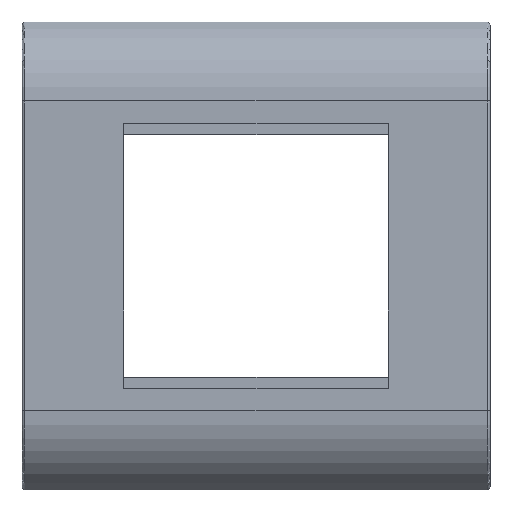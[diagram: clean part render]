
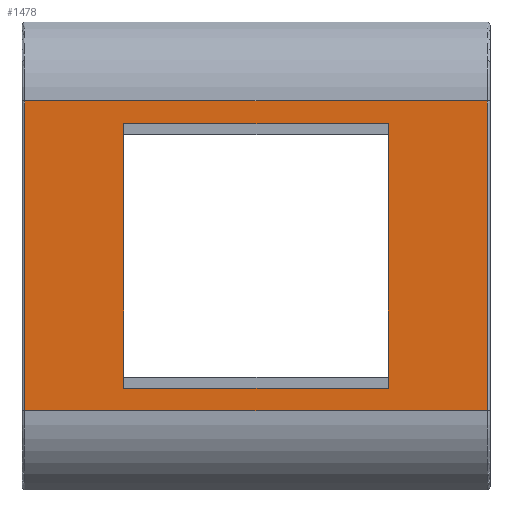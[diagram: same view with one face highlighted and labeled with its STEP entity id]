
A CAD part, top view. The second image highlights one B-rep face of the part: STEP entity #1478.
In plain terms, the highlighted planar face has unit normal (0, 0, 1).
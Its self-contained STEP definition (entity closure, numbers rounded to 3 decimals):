
#66 = VECTOR ( 'NONE', #2365, 1000. ) ;
#92 = CARTESIAN_POINT ( 'NONE',  ( -22.6, -22.6, 8.5 ) ) ;
#171 = CARTESIAN_POINT ( 'NONE',  ( -22.6, 22.6, 8.5 ) ) ;
#248 = PLANE ( 'NONE',  #940 ) ;
#253 = LINE ( 'NONE', #573, #1388 ) ;
#293 = VECTOR ( 'NONE', #1895, 1000. ) ;
#301 = ORIENTED_EDGE ( 'NONE', *, *, #2879, .T. ) ;
#308 = ORIENTED_EDGE ( 'NONE', *, *, #2918, .F. ) ;
#369 = VECTOR ( 'NONE', #628, 1000. ) ;
#396 = LINE ( 'NONE', #2167, #1608 ) ;
#573 = CARTESIAN_POINT ( 'NONE',  ( 22.6, -22.6, 8.5 ) ) ;
#628 = DIRECTION ( 'NONE',  ( -1., 0., 0. ) ) ;
#652 = ORIENTED_EDGE ( 'NONE', *, *, #860, .F. ) ;
#670 = LINE ( 'NONE', #2602, #66 ) ;
#698 = DIRECTION ( 'NONE',  ( 0., 0., 1. ) ) ;
#771 = DIRECTION ( 'NONE',  ( 0., 1., 0. ) ) ;
#792 = VERTEX_POINT ( 'NONE', #2222 ) ;
#824 = DIRECTION ( 'NONE',  ( 1., 0., 0. ) ) ;
#840 = CARTESIAN_POINT ( 'NONE',  ( 22.6, -22.6, 8.5 ) ) ;
#860 = EDGE_CURVE ( 'NONE', #2236, #1176, #1662, .T. ) ;
#879 = LINE ( 'NONE', #2690, #1500 ) ;
#882 = LINE ( 'NONE', #1665, #293 ) ;
#885 = VERTEX_POINT ( 'NONE', #2255 ) ;
#887 = LINE ( 'NONE', #171, #369 ) ;
#888 = VERTEX_POINT ( 'NONE', #1997 ) ;
#912 = VECTOR ( 'NONE', #1004, 1000. ) ;
#940 = AXIS2_PLACEMENT_3D ( 'NONE', #2072, #698, #2318 ) ;
#1004 = DIRECTION ( 'NONE',  ( 1., 0., 0. ) ) ;
#1111 = ORIENTED_EDGE ( 'NONE', *, *, #1822, .F. ) ;
#1174 = VERTEX_POINT ( 'NONE', #840 ) ;
#1176 = VERTEX_POINT ( 'NONE', #2227 ) ;
#1388 = VECTOR ( 'NONE', #2654, 1000. ) ;
#1478 = ADVANCED_FACE ( 'NONE', ( #2390, #2999 ), #248, .T. ) ;
#1500 = VECTOR ( 'NONE', #824, 1000. ) ;
#1567 = CARTESIAN_POINT ( 'NONE',  ( -40., 26.481, 8.5 ) ) ;
#1608 = VECTOR ( 'NONE', #771, 1000. ) ;
#1662 = LINE ( 'NONE', #1567, #2207 ) ;
#1665 = CARTESIAN_POINT ( 'NONE',  ( -22.6, -22.6, 8.5 ) ) ;
#1817 = EDGE_LOOP ( 'NONE', ( #2484, #1111, #308, #2721 ) ) ;
#1822 = EDGE_CURVE ( 'NONE', #2265, #792, #887, .T. ) ;
#1895 = DIRECTION ( 'NONE',  ( 0., -1., 0. ) ) ;
#1997 = CARTESIAN_POINT ( 'NONE',  ( -39.5, -26.481, 8.5 ) ) ;
#2072 = CARTESIAN_POINT ( 'NONE',  ( -40., 26.481, 8.5 ) ) ;
#2167 = CARTESIAN_POINT ( 'NONE',  ( 39.5, 26.481, 8.5 ) ) ;
#2207 = VECTOR ( 'NONE', #2471, 1000. ) ;
#2222 = CARTESIAN_POINT ( 'NONE',  ( -22.6, 22.6, 8.5 ) ) ;
#2227 = CARTESIAN_POINT ( 'NONE',  ( 39.5, 26.481, 8.5 ) ) ;
#2236 = VERTEX_POINT ( 'NONE', #2808 ) ;
#2255 = CARTESIAN_POINT ( 'NONE',  ( 39.5, -26.481, 8.5 ) ) ;
#2265 = VERTEX_POINT ( 'NONE', #2358 ) ;
#2279 = EDGE_CURVE ( 'NONE', #792, #2778, #882, .T. ) ;
#2313 = ORIENTED_EDGE ( 'NONE', *, *, #2730, .T. ) ;
#2318 = DIRECTION ( 'NONE',  ( 0., -1., 0. ) ) ;
#2358 = CARTESIAN_POINT ( 'NONE',  ( 22.6, 22.6, 8.5 ) ) ;
#2365 = DIRECTION ( 'NONE',  ( 0., -1., 0. ) ) ;
#2390 = FACE_BOUND ( 'NONE', #1817, .T. ) ;
#2471 = DIRECTION ( 'NONE',  ( 1., 0., 0. ) ) ;
#2476 = ORIENTED_EDGE ( 'NONE', *, *, #2806, .T. ) ;
#2484 = ORIENTED_EDGE ( 'NONE', *, *, #2279, .F. ) ;
#2602 = CARTESIAN_POINT ( 'NONE',  ( -39.5, 26.481, 8.5 ) ) ;
#2654 = DIRECTION ( 'NONE',  ( 0., 1., 0. ) ) ;
#2673 = EDGE_LOOP ( 'NONE', ( #652, #2476, #2313, #301 ) ) ;
#2690 = CARTESIAN_POINT ( 'NONE',  ( -40., -26.481, 8.5 ) ) ;
#2721 = ORIENTED_EDGE ( 'NONE', *, *, #2881, .F. ) ;
#2730 = EDGE_CURVE ( 'NONE', #888, #885, #879, .T. ) ;
#2774 = LINE ( 'NONE', #92, #912 ) ;
#2778 = VERTEX_POINT ( 'NONE', #2817 ) ;
#2806 = EDGE_CURVE ( 'NONE', #2236, #888, #670, .T. ) ;
#2808 = CARTESIAN_POINT ( 'NONE',  ( -39.5, 26.481, 8.5 ) ) ;
#2817 = CARTESIAN_POINT ( 'NONE',  ( -22.6, -22.6, 8.5 ) ) ;
#2879 = EDGE_CURVE ( 'NONE', #885, #1176, #396, .T. ) ;
#2881 = EDGE_CURVE ( 'NONE', #2778, #1174, #2774, .T. ) ;
#2918 = EDGE_CURVE ( 'NONE', #1174, #2265, #253, .T. ) ;
#2999 = FACE_OUTER_BOUND ( 'NONE', #2673, .T. ) ;
